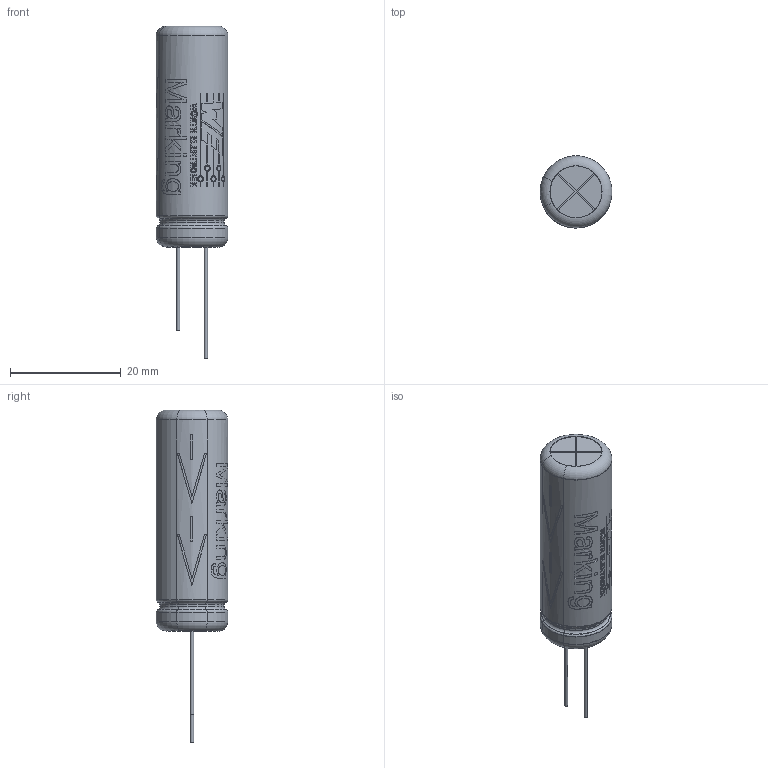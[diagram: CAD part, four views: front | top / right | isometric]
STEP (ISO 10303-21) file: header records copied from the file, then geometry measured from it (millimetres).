
FILE_DESCRIPTION( ( 'Unknown' ), '1' );
FILE_NAME( '13x40x5x0.6.stp', 'Unknown', ( 'Unknown' ), ( 'Unknown' ), 'PSStep 21.0.46', 'Unknown', ' ' );
FILE_SCHEMA( ( 'AUTOMOTIVE_DESIGN { 1 0 10303 214 1 1 1 1 }' ) );
Length unit declared in the file: millimetre
Products named in the file (1): 1
Bounding box: 12.97 x 12.99 x 60 mm (x, y, z)
Volume: 5184.3 mm3; surface area: 5457.7 mm2
Topology: 1 solids, 2 shells, 522 faces, 1325 edges, 879 vertices
Faces by surface type: plane 279, bspline 127, cylinder 90, torus 26
Full cylindrical faces by diameter (mm): 0.6 x2, 1.444 x1, 1.806 x1, 2.889 x1, 3.25 x1, 7.222 x1, 7.583 x1, 8.667 x1, 9.028 x1, 9.389 x2, 9.418 x2, 10.761 x1, 11.435 x1, 11.455 x1, 12.78 x2, 12.8 x2
Entity records: 29983 total; most frequent: CARTESIAN_POINT 14009, ORIENTED_EDGE 2542, DIRECTION 2106, EDGE_CURVE 1271, VERTEX_POINT 869, AXIS2_PLACEMENT_3D 709, LINE 688, VECTOR 688
